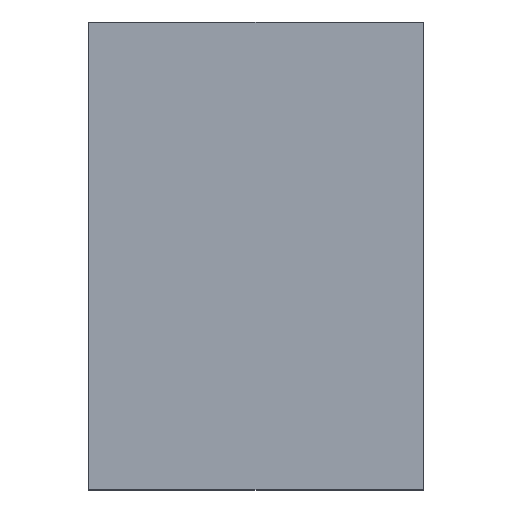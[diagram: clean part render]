
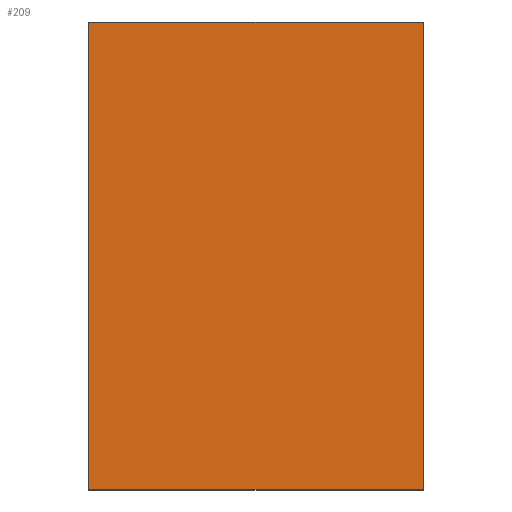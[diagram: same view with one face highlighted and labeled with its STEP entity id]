
A CAD part, top view. The second image highlights one B-rep face of the part: STEP entity #209.
In plain terms, the highlighted planar face has unit normal (0, 0, 1).
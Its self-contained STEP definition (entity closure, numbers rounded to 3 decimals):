
#6 = EDGE_CURVE ( 'NONE', #111, #41, #10, .T. ) ;
#10 = LINE ( 'NONE', #91, #132 ) ;
#23 = AXIS2_PLACEMENT_3D ( 'NONE', #32, #173, #78 ) ;
#32 = CARTESIAN_POINT ( 'NONE',  ( 0., 0., 0.5 ) ) ;
#33 = LINE ( 'NONE', #60, #153 ) ;
#41 = VERTEX_POINT ( 'NONE', #216 ) ;
#60 = CARTESIAN_POINT ( 'NONE',  ( -6.25, 8.75, 0.5 ) ) ;
#67 = EDGE_LOOP ( 'NONE', ( #70, #205, #110, #83 ) ) ;
#70 = ORIENTED_EDGE ( 'NONE', *, *, #232, .T. ) ;
#73 = VECTOR ( 'NONE', #169, 1000. ) ;
#74 = CARTESIAN_POINT ( 'NONE',  ( -6.25, -8.75, 0.5 ) ) ;
#78 = DIRECTION ( 'NONE',  ( -1., 0., 0. ) ) ;
#83 = ORIENTED_EDGE ( 'NONE', *, *, #176, .T. ) ;
#84 = FACE_OUTER_BOUND ( 'NONE', #67, .T. ) ;
#89 = VECTOR ( 'NONE', #134, 1000. ) ;
#91 = CARTESIAN_POINT ( 'NONE',  ( -6.25, -8.75, 0.5 ) ) ;
#93 = CARTESIAN_POINT ( 'NONE',  ( 6.25, -8.75, 0.5 ) ) ;
#110 = ORIENTED_EDGE ( 'NONE', *, *, #6, .T. ) ;
#111 = VERTEX_POINT ( 'NONE', #186 ) ;
#132 = VECTOR ( 'NONE', #229, 1000. ) ;
#134 = DIRECTION ( 'NONE',  ( 0., 1., 0. ) ) ;
#151 = CARTESIAN_POINT ( 'NONE',  ( 6.25, -8.75, 0.5 ) ) ;
#153 = VECTOR ( 'NONE', #171, 1000. ) ;
#162 = VERTEX_POINT ( 'NONE', #224 ) ;
#169 = DIRECTION ( 'NONE',  ( 1., 0., 0. ) ) ;
#171 = DIRECTION ( 'NONE',  ( -1., 0., 0. ) ) ;
#172 = VERTEX_POINT ( 'NONE', #151 ) ;
#173 = DIRECTION ( 'NONE',  ( 0., 0., -1. ) ) ;
#175 = EDGE_CURVE ( 'NONE', #162, #111, #33, .T. ) ;
#176 = EDGE_CURVE ( 'NONE', #41, #172, #206, .T. ) ;
#186 = CARTESIAN_POINT ( 'NONE',  ( -6.25, 8.75, 0.5 ) ) ;
#205 = ORIENTED_EDGE ( 'NONE', *, *, #175, .T. ) ;
#206 = LINE ( 'NONE', #74, #73 ) ;
#209 = ADVANCED_FACE ( 'NONE', ( #84 ), #213, .F. ) ;
#213 = PLANE ( 'NONE',  #23 ) ;
#216 = CARTESIAN_POINT ( 'NONE',  ( -6.25, -8.75, 0.5 ) ) ;
#224 = CARTESIAN_POINT ( 'NONE',  ( 6.25, 8.75, 0.5 ) ) ;
#225 = LINE ( 'NONE', #93, #89 ) ;
#229 = DIRECTION ( 'NONE',  ( 0., -1., 0. ) ) ;
#232 = EDGE_CURVE ( 'NONE', #172, #162, #225, .T. ) ;
